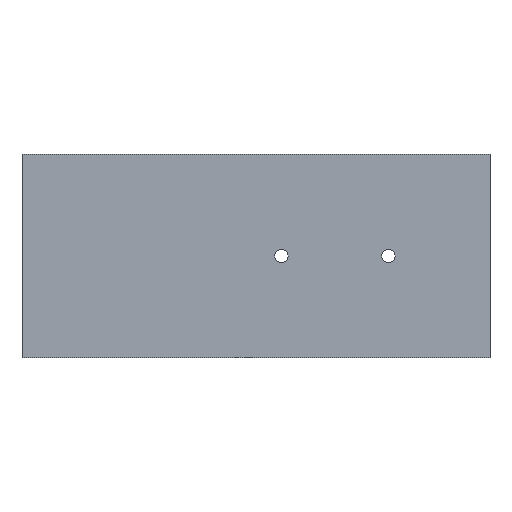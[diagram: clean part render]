
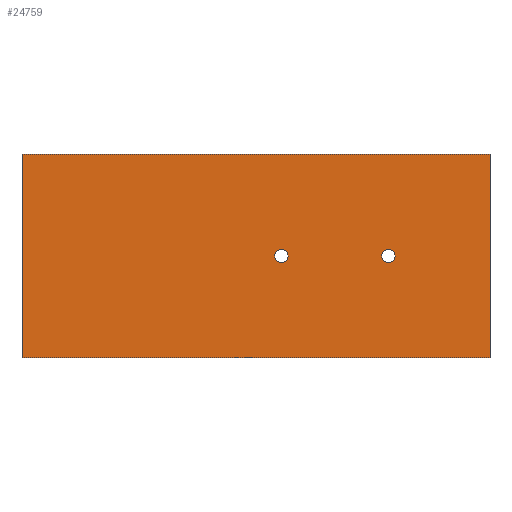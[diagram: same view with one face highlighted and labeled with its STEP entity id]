
A CAD part, front view. The second image highlights one B-rep face of the part: STEP entity #24759.
In plain terms, the highlighted planar face has unit normal (0, -1, 0).
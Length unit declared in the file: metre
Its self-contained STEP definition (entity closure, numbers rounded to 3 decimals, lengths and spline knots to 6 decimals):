
#1690=LINE('',#36733,#3776);
#1693=LINE('',#36743,#3779);
#1694=LINE('',#36745,#3780);
#1695=LINE('',#36747,#3781);
#3776=VECTOR('',#29216,1.);
#3779=VECTOR('',#29225,1.);
#3780=VECTOR('',#29226,1.);
#3781=VECTOR('',#29227,1.);
#5482=PLANE('',#26540);
#7045=ORIENTED_EDGE('',*,*,#14823,.F.);
#7046=ORIENTED_EDGE('',*,*,#14824,.F.);
#7047=ORIENTED_EDGE('',*,*,#14825,.T.);
#7048=ORIENTED_EDGE('',*,*,#14826,.F.);
#7049=ORIENTED_EDGE('',*,*,#14827,.F.);
#7050=ORIENTED_EDGE('',*,*,#14820,.T.);
#14820=EDGE_CURVE('',#18709,#18708,#1690,.T.);
#14823=EDGE_CURVE('',#18711,#18711,#20625,.T.);
#14824=EDGE_CURVE('',#18712,#18712,#20626,.T.);
#14825=EDGE_CURVE('',#18708,#18713,#1693,.T.);
#14826=EDGE_CURVE('',#18714,#18713,#1694,.T.);
#14827=EDGE_CURVE('',#18709,#18714,#1695,.T.);
#18708=VERTEX_POINT('',#36732);
#18709=VERTEX_POINT('',#36734);
#18711=VERTEX_POINT('',#36740);
#18712=VERTEX_POINT('',#36742);
#18713=VERTEX_POINT('',#36744);
#18714=VERTEX_POINT('',#36746);
#20625=CIRCLE('',#26541,0.0025);
#20626=CIRCLE('',#26542,0.0025);
#21277=EDGE_LOOP('',(#7045));
#21278=EDGE_LOOP('',(#7046));
#21279=EDGE_LOOP('',(#7047,#7048,#7049,#7050));
#22817=FACE_BOUND('',#21277,.T.);
#22818=FACE_BOUND('',#21278,.T.);
#22819=FACE_BOUND('',#21279,.T.);
#24759=ADVANCED_FACE('',(#22817,#22818,#22819),#5482,.F.);
#26540=AXIS2_PLACEMENT_3D('',#36738,#29219,#29220);
#26541=AXIS2_PLACEMENT_3D('',#36739,#29221,#29222);
#26542=AXIS2_PLACEMENT_3D('',#36741,#29223,#29224);
#29216=DIRECTION('',(0.,0.,-1.));
#29219=DIRECTION('',(0.,1.,0.));
#29220=DIRECTION('',(0.,0.,1.));
#29221=DIRECTION('',(0.,-1.,0.));
#29222=DIRECTION('',(0.,0.,-1.));
#29223=DIRECTION('',(0.,-1.,0.));
#29224=DIRECTION('',(0.,0.,-1.));
#29225=DIRECTION('',(1.,0.,0.));
#29226=DIRECTION('',(0.,0.,-1.));
#29227=DIRECTION('',(1.,0.,0.));
#36732=CARTESIAN_POINT('',(-0.0875,-0.0615,0.));
#36733=CARTESIAN_POINT('',(-0.0875,-0.0615,0.015));
#36734=CARTESIAN_POINT('',(-0.0875,-0.0615,0.076));
#36738=CARTESIAN_POINT('',(0.,-0.0615,0.015));
#36739=CARTESIAN_POINT('',(0.0495,-0.0615,0.038));
#36740=CARTESIAN_POINT('',(0.0495,-0.0615,0.0355));
#36741=CARTESIAN_POINT('',(0.0095,-0.0615,0.038));
#36742=CARTESIAN_POINT('',(0.0095,-0.0615,0.0355));
#36743=CARTESIAN_POINT('',(0.,-0.0615,0.));
#36744=CARTESIAN_POINT('',(0.0875,-0.0615,0.));
#36745=CARTESIAN_POINT('',(0.0875,-0.0615,0.015));
#36746=CARTESIAN_POINT('',(0.0875,-0.0615,0.076));
#36747=CARTESIAN_POINT('',(0.,-0.0615,0.076));
